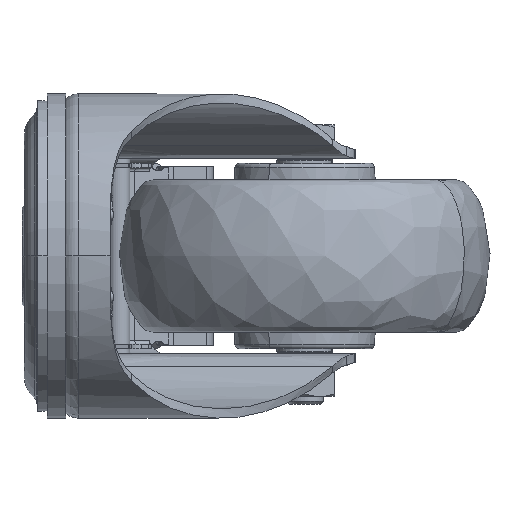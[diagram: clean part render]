
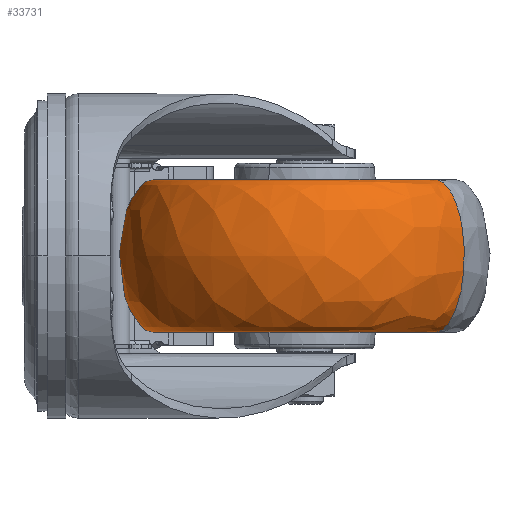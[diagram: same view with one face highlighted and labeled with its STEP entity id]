
A CAD part, left-side view. The second image highlights one B-rep face of the part: STEP entity #33731.
In plain terms, the highlighted free-form (B-spline) face has degree [3, 3] with [4, 4] control points.
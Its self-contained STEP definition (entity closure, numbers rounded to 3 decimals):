
#1363 = CARTESIAN_POINT ( 'NONE',  ( 54.525, -26.215, -16.5 ) ) ;
#3655 = EDGE_CURVE ( 'NONE', #58340, #14632, #66095, .T. ) ;
#4814 = CARTESIAN_POINT ( 'NONE',  ( 21.475, -82.185, -16.5 ) ) ;
#6445 = ORIENTED_EDGE ( 'NONE', *, *, #3655, .F. ) ;
#6694 = CARTESIAN_POINT ( 'NONE',  ( -67.955, -46.799, -16.5 ) ) ;
#6938 = CARTESIAN_POINT ( 'NONE',  ( 54.525, -26.215, 16.5 ) ) ;
#7227 = CARTESIAN_POINT ( 'NONE',  ( 13.848, -95.102, 16.5 ) ) ;
#9009 = CARTESIAN_POINT ( 'NONE',  ( 38., -54.2, 16.5 ) ) ;
#11842 = CARTESIAN_POINT ( 'NONE',  ( 54.525, -26.215, -16.5 ) ) ;
#12575 = AXIS2_PLACEMENT_3D ( 'NONE', #35662, #46358, #51990 ) ;
#13364 = CARTESIAN_POINT ( 'NONE',  ( -19.652, 35.005, -16.5 ) ) ;
#13745 = CARTESIAN_POINT ( 'NONE',  ( 54.525, -26.215, -16.5 ) ) ;
#14632 = VERTEX_POINT ( 'NONE', #11842 ) ;
#14857 = CARTESIAN_POINT ( 'NONE',  ( 54.525, -26.215, 16.5 ) ) ;
#15131 = ORIENTED_EDGE ( 'NONE', *, *, #69458, .T. ) ;
#17136 = CARTESIAN_POINT ( 'NONE',  ( -34.496, -49.136, 16.5 ) ) ;
#17893 = CARTESIAN_POINT ( 'NONE',  ( -67.955, -46.799, 16.5 ) ) ;
#18258 = AXIS2_PLACEMENT_3D ( 'NONE', #9009, #32128, #38449 ) ;
#23064 = CARTESIAN_POINT ( 'NONE',  ( -1.446, 6.835, 16.5 ) ) ;
#25726 = ORIENTED_EDGE ( 'NONE', *, *, #26722, .T. ) ;
#26722 = EDGE_CURVE ( 'NONE', #36150, #14632, #69453, .T. ) ;
#29044 = CARTESIAN_POINT ( 'NONE',  ( 21.475, -82.185, 16.5 ) ) ;
#29678 = CARTESIAN_POINT ( 'NONE',  ( 62.152, -13.298, 16.5 ) ) ;
#30030 = CIRCLE ( 'NONE', #18258, 32.5 ) ;
#32128 = DIRECTION ( 'NONE',  ( 0., 0., -1. ) ) ;
#33731 = ADVANCED_FACE ( 'NONE', ( #69221 ), #49017, .F. ) ;
#35030 = CARTESIAN_POINT ( 'NONE',  ( 62.152, -13.298, 16.5 ) ) ;
#35662 = CARTESIAN_POINT ( 'NONE',  ( 38., -54.2, -16.5 ) ) ;
#36150 = VERTEX_POINT ( 'NONE', #14857 ) ;
#36320 = EDGE_LOOP ( 'NONE', ( #40820, #15131, #25726, #6445 ) ) ;
#38449 = DIRECTION ( 'NONE',  ( 0.508, 0.861, 0. ) ) ;
#40607 = CARTESIAN_POINT ( 'NONE',  ( -19.652, 35.005, 16.5 ) ) ;
#40783 = CARTESIAN_POINT ( 'NONE',  ( 21.475, -82.185, 16.5 ) ) ;
#40820 = ORIENTED_EDGE ( 'NONE', *, *, #70574, .F. ) ;
#42812 = CARTESIAN_POINT ( 'NONE',  ( 62.152, -13.298, -16.5 ) ) ;
#45573 = CARTESIAN_POINT ( 'NONE',  ( 13.848, -95.102, -16.5 ) ) ;
#46143 = CARTESIAN_POINT ( 'NONE',  ( 54.525, -26.215, 16.5 ) ) ;
#46358 = DIRECTION ( 'NONE',  ( 0., 0., -1. ) ) ;
#47688 =( BOUNDED_CURVE ( )  B_SPLINE_CURVE ( 3, ( #40783, #7227, #45573, #62693 ),
 .UNSPECIFIED., .F., .F. ) 
 B_SPLINE_CURVE_WITH_KNOTS ( ( 4, 4 ),
 ( 0., 3.142 ),
 .UNSPECIFIED. ) 
 CURVE ( )  GEOMETRIC_REPRESENTATION_ITEM ( )  RATIONAL_B_SPLINE_CURVE ( ( 1., 0.333, 0.333, 1. ) ) 
 REPRESENTATION_ITEM ( '' )  );
#49017 =( BOUNDED_SURFACE ( )  B_SPLINE_SURFACE ( 3, 3, ( 
 ( #29044, #17136, #23064, #46143 ),
 ( #68845, #17893, #40607, #35030 ),
 ( #57661, #6694, #13364, #42812 ),
 ( #65107, #71095, #53552, #13745 ) ),
 .UNSPECIFIED., .F., .F., .F. ) 
 B_SPLINE_SURFACE_WITH_KNOTS ( ( 4, 4 ),
 ( 4, 4 ),
 ( 0., 1. ),
 ( 0., 1. ),
 .UNSPECIFIED. ) 
 GEOMETRIC_REPRESENTATION_ITEM ( )  RATIONAL_B_SPLINE_SURFACE ( (
 ( 1., 0.333, 0.333, 1.),
 ( 0.333, 0.111, 0.111, 0.333),
 ( 0.333, 0.111, 0.111, 0.333),
 ( 1., 0.333, 0.333, 1.) ) ) 
 REPRESENTATION_ITEM ( '' )  SURFACE ( )  );
#51990 = DIRECTION ( 'NONE',  ( 0.508, 0.861, 0. ) ) ;
#52346 = CARTESIAN_POINT ( 'NONE',  ( 62.152, -13.298, -16.5 ) ) ;
#53552 = CARTESIAN_POINT ( 'NONE',  ( -1.446, 6.835, -16.5 ) ) ;
#57518 = CARTESIAN_POINT ( 'NONE',  ( 21.475, -82.185, 16.5 ) ) ;
#57661 = CARTESIAN_POINT ( 'NONE',  ( 13.848, -95.102, -16.5 ) ) ;
#58340 = VERTEX_POINT ( 'NONE', #4814 ) ;
#62693 = CARTESIAN_POINT ( 'NONE',  ( 21.475, -82.185, -16.5 ) ) ;
#65107 = CARTESIAN_POINT ( 'NONE',  ( 21.475, -82.185, -16.5 ) ) ;
#66095 = CIRCLE ( 'NONE', #12575, 32.5 ) ;
#66414 = VERTEX_POINT ( 'NONE', #57518 ) ;
#68845 = CARTESIAN_POINT ( 'NONE',  ( 13.848, -95.102, 16.5 ) ) ;
#69221 = FACE_OUTER_BOUND ( 'NONE', #36320, .T. ) ;
#69453 =( BOUNDED_CURVE ( )  B_SPLINE_CURVE ( 3, ( #6938, #29678, #52346, #1363 ),
 .UNSPECIFIED., .F., .F. ) 
 B_SPLINE_CURVE_WITH_KNOTS ( ( 4, 4 ),
 ( 0., 3.142 ),
 .UNSPECIFIED. ) 
 CURVE ( )  GEOMETRIC_REPRESENTATION_ITEM ( )  RATIONAL_B_SPLINE_CURVE ( ( 1., 0.333, 0.333, 1. ) ) 
 REPRESENTATION_ITEM ( '' )  );
#69458 = EDGE_CURVE ( 'NONE', #66414, #36150, #30030, .T. ) ;
#70574 = EDGE_CURVE ( 'NONE', #66414, #58340, #47688, .T. ) ;
#71095 = CARTESIAN_POINT ( 'NONE',  ( -34.496, -49.136, -16.5 ) ) ;
